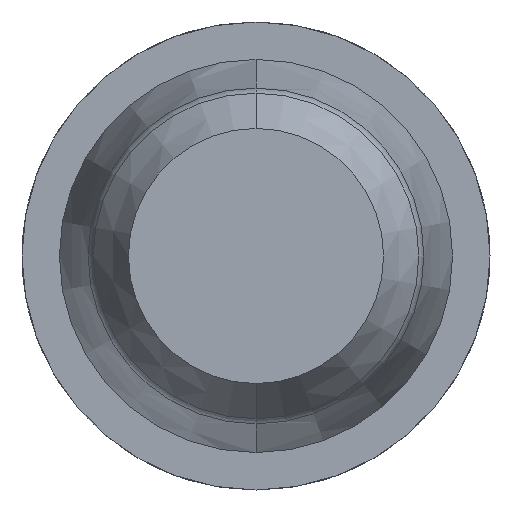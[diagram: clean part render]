
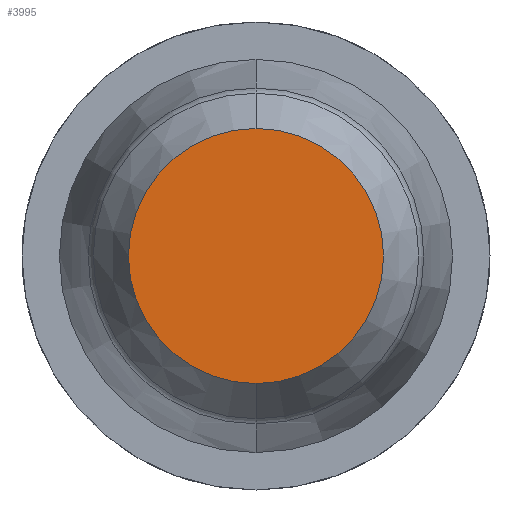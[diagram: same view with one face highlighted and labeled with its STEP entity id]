
A CAD part, front view. The second image highlights one B-rep face of the part: STEP entity #3995.
In plain terms, the highlighted planar face has unit normal (0, -1, 0).
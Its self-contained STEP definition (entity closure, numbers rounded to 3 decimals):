
#7 = DIRECTION ( 'NONE',  ( 0., 0., 1. ) ) ;
#737 = DIRECTION ( 'NONE',  ( 0., 1., 0. ) ) ;
#1009 = CARTESIAN_POINT ( 'NONE',  ( 0., -30.5, 0. ) ) ;
#1061 = DIRECTION ( 'NONE',  ( 0., 0., 1. ) ) ;
#1256 = CIRCLE ( 'NONE', #4909, 0.627 ) ;
#1289 = AXIS2_PLACEMENT_3D ( 'NONE', #1856, #737, #7 ) ;
#1378 = VERTEX_POINT ( 'NONE', #1681 ) ;
#1395 = DIRECTION ( 'NONE',  ( 0., 1., 0. ) ) ;
#1681 = CARTESIAN_POINT ( 'NONE',  ( 0., -30.5, 0.627 ) ) ;
#1856 = CARTESIAN_POINT ( 'NONE',  ( 0., -30.5, 0. ) ) ;
#2233 = PLANE ( 'NONE',  #1289 ) ;
#2329 = CIRCLE ( 'NONE', #4287, 0.627 ) ;
#2339 = EDGE_CURVE ( 'Defeature ausgef�hrt1_9+Defeature ausgef�hrt1_5+Defeature ausgef�hrt1_5+Defeature ausgef�hrt1_5', #3138, #1378, #1256, .T. ) ;
#2575 = FACE_OUTER_BOUND ( 'NONE', #4644, .T. ) ;
#3138 = VERTEX_POINT ( 'NONE', #3455 ) ;
#3455 = CARTESIAN_POINT ( 'NONE',  ( 0., -30.5, -0.627 ) ) ;
#3706 = CARTESIAN_POINT ( 'NONE',  ( 0., -30.5, 0. ) ) ;
#3730 = DIRECTION ( 'NONE',  ( 0., 1., 0. ) ) ;
#3995 = ADVANCED_FACE ( 'Defeature ausgef�hrt1_5', ( #2575 ), #2233, .F. ) ;
#4098 = DIRECTION ( 'NONE',  ( 0., 0., 1. ) ) ;
#4287 = AXIS2_PLACEMENT_3D ( 'NONE', #1009, #3730, #1061 ) ;
#4345 = ORIENTED_EDGE ( 'NONE', *, *, #4941, .F. ) ;
#4615 = ORIENTED_EDGE ( 'NONE', *, *, #2339, .F. ) ;
#4644 = EDGE_LOOP ( 'NONE', ( #4345, #4615 ) ) ;
#4909 = AXIS2_PLACEMENT_3D ( 'NONE', #3706, #1395, #4098 ) ;
#4941 = EDGE_CURVE ( 'Defeature ausgef�hrt1_9+Defeature ausgef�hrt1_5+Defeature ausgef�hrt1_5+Defeature ausgef�hrt1_5', #1378, #3138, #2329, .T. ) ;
